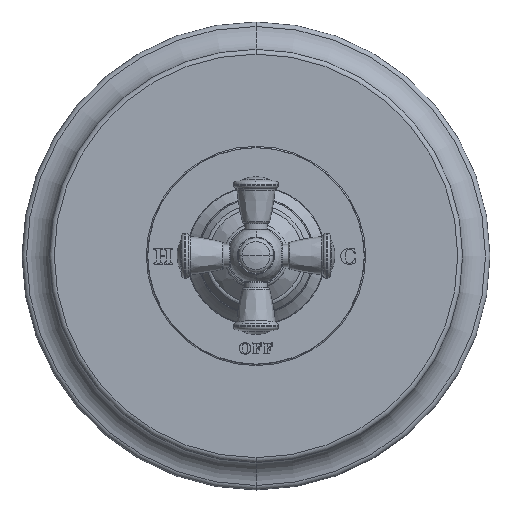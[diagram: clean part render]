
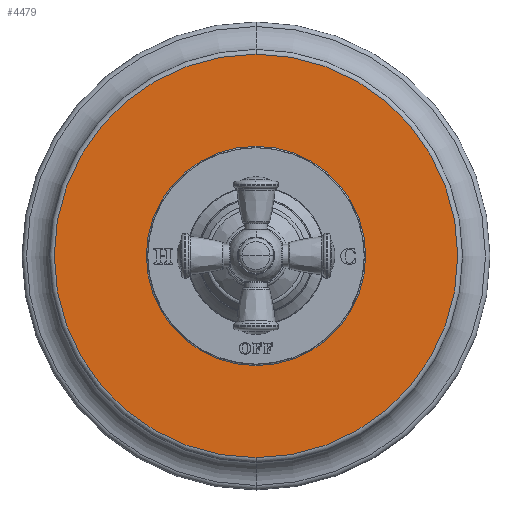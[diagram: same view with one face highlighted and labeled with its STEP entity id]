
A CAD part, top view. The second image highlights one B-rep face of the part: STEP entity #4479.
In plain terms, the highlighted planar face has unit normal (0, 0, 1).
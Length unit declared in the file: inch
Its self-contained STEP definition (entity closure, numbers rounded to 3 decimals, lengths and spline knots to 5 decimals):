
#80=CARTESIAN_POINT('',(0.,0.,0.625));
#81=DIRECTION('',(0.,0.,1.));
#82=DIRECTION('',(0.,1.,0.));
#83=AXIS2_PLACEMENT_3D('',#80,#81,#82);
#85=CARTESIAN_POINT('',(0.,0.,0.625));
#86=DIRECTION('',(0.,0.,-1.));
#87=DIRECTION('',(0.,1.,0.));
#88=AXIS2_PLACEMENT_3D('',#85,#86,#87);
#90=CARTESIAN_POINT('',(0.,0.,0.625));
#91=DIRECTION('',(0.,0.,1.));
#92=DIRECTION('',(0.,-1.,0.));
#93=AXIS2_PLACEMENT_3D('',#90,#91,#92);
#105=CARTESIAN_POINT('',(0.,0.,0.625));
#106=DIRECTION('',(0.,0.,1.));
#107=DIRECTION('',(0.,1.,0.));
#108=AXIS2_PLACEMENT_3D('',#105,#106,#107);
#3743=CARTESIAN_POINT('',(0.,3.233,0.625));
#3744=VERTEX_POINT('',#3743);
#3751=CARTESIAN_POINT('',(0.,-3.233,0.625));
#3752=VERTEX_POINT('',#3751);
#3753=CARTESIAN_POINT('',(0.,-1.75698,0.625));
#3754=CARTESIAN_POINT('',(0.,1.75698,0.625));
#3755=VERTEX_POINT('',#3753);
#3756=VERTEX_POINT('',#3754);
#4464=CARTESIAN_POINT('',(0.,0.,0.625));
#4465=DIRECTION('',(0.,0.,-1.));
#4466=DIRECTION('',(0.,-1.,0.));
#4467=AXIS2_PLACEMENT_3D('',#4464,#4465,#4466);
#4468=PLANE('',#4467);
#4469=ORIENTED_EDGE('',*,*,#4443,.F.);
#4470=ORIENTED_EDGE('',*,*,#4459,.T.);
#4471=EDGE_LOOP('',(#4469,#4470));
#4472=FACE_OUTER_BOUND('',#4471,.F.);
#4474=ORIENTED_EDGE('',*,*,#4473,.T.);
#4476=ORIENTED_EDGE('',*,*,#4475,.T.);
#4477=EDGE_LOOP('',(#4474,#4476));
#4478=FACE_BOUND('',#4477,.F.);
#4479=ADVANCED_FACE('',(#4472,#4478),#4468,.F.);
#84=CIRCLE('',#83,3.233);
#89=CIRCLE('',#88,3.233);
#94=CIRCLE('',#93,1.75698);
#109=CIRCLE('',#108,1.75698);
#4443=EDGE_CURVE('',#3744,#3752,#84,.T.);
#4459=EDGE_CURVE('',#3744,#3752,#89,.T.);
#4473=EDGE_CURVE('',#3755,#3756,#94,.T.);
#4475=EDGE_CURVE('',#3756,#3755,#109,.T.);
